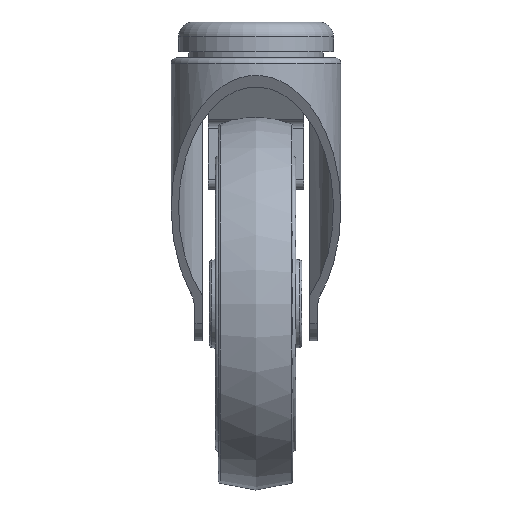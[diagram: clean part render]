
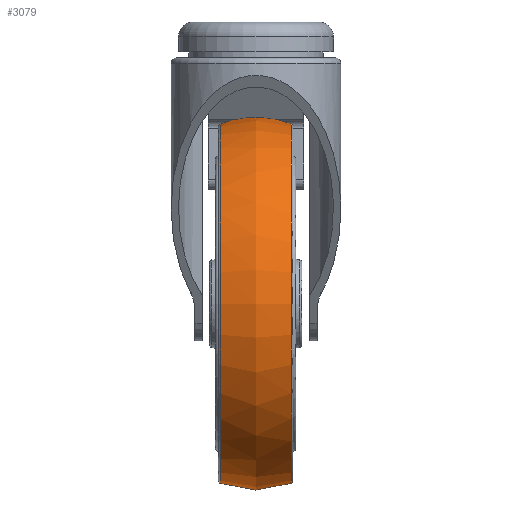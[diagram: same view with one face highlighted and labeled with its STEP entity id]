
A CAD part, front view. The second image highlights one B-rep face of the part: STEP entity #3079.
In plain terms, the highlighted free-form (B-spline) face has degree [2, 2] with [3, 9] control points.
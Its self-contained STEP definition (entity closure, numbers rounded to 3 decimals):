
#17=(
BOUNDED_CURVE()
B_SPLINE_CURVE(2,(#5230,#5231,#5232),.UNSPECIFIED.,.F.,.F.)
B_SPLINE_CURVE_WITH_KNOTS((3,3),(-0.374,0.374),
 .UNSPECIFIED.)
CURVE()
GEOMETRIC_REPRESENTATION_ITEM()
RATIONAL_B_SPLINE_CURVE((1.,0.931,1.))
REPRESENTATION_ITEM('')
);
#27=(
BOUNDED_SURFACE()
B_SPLINE_SURFACE(2,2,((#5199,#5200,#5201,#5202,#5203,#5204,#5205,#5206,
#5207),(#5208,#5209,#5210,#5211,#5212,#5213,#5214,#5215,#5216),(#5217,#5218,
#5219,#5220,#5221,#5222,#5223,#5224,#5225)),.UNSPECIFIED.,.F.,.T.,.F.)
B_SPLINE_SURFACE_WITH_KNOTS((3,3),(3,2,2,2,3),(-0.374,0.374),
(-3.142,-1.571,0.,1.571,3.142),
 .UNSPECIFIED.)
GEOMETRIC_REPRESENTATION_ITEM()
RATIONAL_B_SPLINE_SURFACE(((1.,0.707,1.,0.707,1.,
0.707,1.,0.707,1.),(0.931,0.658,
0.931,0.658,0.931,0.658,
0.931,0.658,0.931),(1.,0.707,
1.,0.707,1.,0.707,1.,0.707,1.)))
REPRESENTATION_ITEM('')
SURFACE()
);
#512=FACE_OUTER_BOUND('',#721,.T.);
#721=EDGE_LOOP('',(#2774,#2775,#2776,#2777,#2778,#2779));
#899=CIRCLE('',#3392,60.257);
#900=CIRCLE('',#3393,60.257);
#902=CIRCLE('',#3396,60.257);
#903=CIRCLE('',#3397,60.257);
#1623=VERTEX_POINT('',#5192);
#1624=VERTEX_POINT('',#5193);
#1626=VERTEX_POINT('',#5226);
#1627=VERTEX_POINT('',#5227);
#2017=EDGE_CURVE('',#1623,#1624,#899,.T.);
#2018=EDGE_CURVE('',#1624,#1623,#900,.T.);
#2020=EDGE_CURVE('',#1626,#1627,#902,.T.);
#2021=EDGE_CURVE('',#1627,#1626,#903,.T.);
#2022=EDGE_CURVE('',#1627,#1624,#17,.T.);
#2774=ORIENTED_EDGE('',*,*,#2020,.F.);
#2775=ORIENTED_EDGE('',*,*,#2021,.F.);
#2776=ORIENTED_EDGE('',*,*,#2022,.T.);
#2777=ORIENTED_EDGE('',*,*,#2017,.F.);
#2778=ORIENTED_EDGE('',*,*,#2018,.F.);
#2779=ORIENTED_EDGE('',*,*,#2022,.F.);
#3079=ADVANCED_FACE('',(#512),#27,.F.);
#3392=AXIS2_PLACEMENT_3D('',#5194,#4240,#4241);
#3393=AXIS2_PLACEMENT_3D('',#5195,#4242,#4243);
#3396=AXIS2_PLACEMENT_3D('',#5228,#4248,#4249);
#3397=AXIS2_PLACEMENT_3D('',#5229,#4250,#4251);
#4240=DIRECTION('center_axis',(-1.,0.,0.));
#4241=DIRECTION('ref_axis',(0.,-1.,0.));
#4242=DIRECTION('center_axis',(-1.,0.,0.));
#4243=DIRECTION('ref_axis',(0.,-1.,0.));
#4248=DIRECTION('center_axis',(1.,0.,0.));
#4249=DIRECTION('ref_axis',(0.,-1.,0.));
#4250=DIRECTION('center_axis',(1.,0.,0.));
#4251=DIRECTION('ref_axis',(0.,-1.,0.));
#5192=CARTESIAN_POINT('',(-11.965,56.988,-16.));
#5193=CARTESIAN_POINT('',(-11.965,-3.269,44.257));
#5194=CARTESIAN_POINT('Origin',(-11.965,-3.269,-16.));
#5195=CARTESIAN_POINT('Origin',(-11.965,-3.269,-16.));
#5199=CARTESIAN_POINT('Ctrl Pts',(-11.965,-3.269,44.257));
#5200=CARTESIAN_POINT('Ctrl Pts',(-11.965,-63.526,44.257));
#5201=CARTESIAN_POINT('Ctrl Pts',(-11.965,-63.526,-16.));
#5202=CARTESIAN_POINT('Ctrl Pts',(-11.965,-63.526,-76.257));
#5203=CARTESIAN_POINT('Ctrl Pts',(-11.965,-3.269,-76.257));
#5204=CARTESIAN_POINT('Ctrl Pts',(-11.965,56.988,-76.257));
#5205=CARTESIAN_POINT('Ctrl Pts',(-11.965,56.988,-16.));
#5206=CARTESIAN_POINT('Ctrl Pts',(-11.965,56.988,44.257));
#5207=CARTESIAN_POINT('Ctrl Pts',(-11.965,-3.269,44.257));
#5208=CARTESIAN_POINT('Ctrl Pts',(-0.1,-3.269,48.91));
#5209=CARTESIAN_POINT('Ctrl Pts',(-0.1,-68.179,48.91));
#5210=CARTESIAN_POINT('Ctrl Pts',(-0.1,-68.179,-16.));
#5211=CARTESIAN_POINT('Ctrl Pts',(-0.1,-68.179,-80.91));
#5212=CARTESIAN_POINT('Ctrl Pts',(-0.1,-3.269,-80.91));
#5213=CARTESIAN_POINT('Ctrl Pts',(-0.1,61.64,-80.91));
#5214=CARTESIAN_POINT('Ctrl Pts',(-0.1,61.64,-16.));
#5215=CARTESIAN_POINT('Ctrl Pts',(-0.1,61.64,48.91));
#5216=CARTESIAN_POINT('Ctrl Pts',(-0.1,-3.269,48.91));
#5217=CARTESIAN_POINT('Ctrl Pts',(11.765,-3.269,44.257));
#5218=CARTESIAN_POINT('Ctrl Pts',(11.765,-63.526,44.257));
#5219=CARTESIAN_POINT('Ctrl Pts',(11.765,-63.526,-16.));
#5220=CARTESIAN_POINT('Ctrl Pts',(11.765,-63.526,-76.257));
#5221=CARTESIAN_POINT('Ctrl Pts',(11.765,-3.269,-76.257));
#5222=CARTESIAN_POINT('Ctrl Pts',(11.765,56.988,-76.257));
#5223=CARTESIAN_POINT('Ctrl Pts',(11.765,56.988,-16.));
#5224=CARTESIAN_POINT('Ctrl Pts',(11.765,56.988,44.257));
#5225=CARTESIAN_POINT('Ctrl Pts',(11.765,-3.269,44.257));
#5226=CARTESIAN_POINT('',(11.765,56.988,-16.));
#5227=CARTESIAN_POINT('',(11.765,-3.269,44.257));
#5228=CARTESIAN_POINT('Origin',(11.765,-3.269,-16.));
#5229=CARTESIAN_POINT('Origin',(11.765,-3.269,-16.));
#5230=CARTESIAN_POINT('Ctrl Pts',(11.765,-3.269,44.257));
#5231=CARTESIAN_POINT('Ctrl Pts',(-0.1,-3.269,48.91));
#5232=CARTESIAN_POINT('Ctrl Pts',(-11.965,-3.269,44.257));
